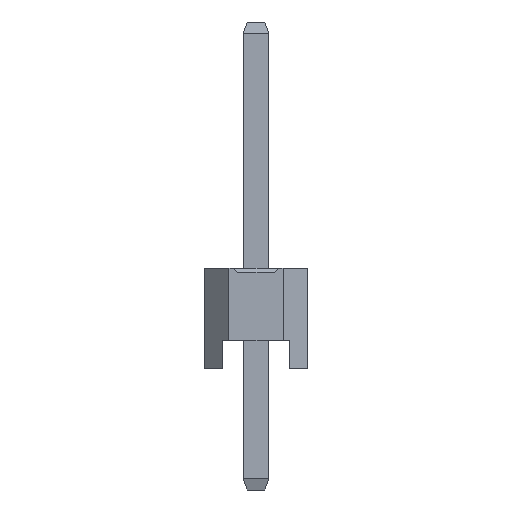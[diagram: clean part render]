
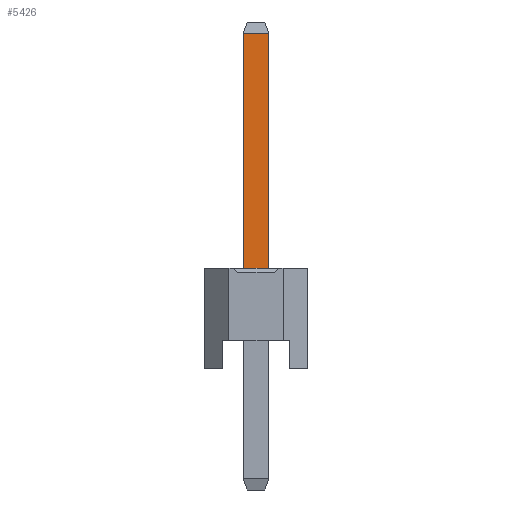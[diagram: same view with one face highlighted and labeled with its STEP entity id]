
A CAD part, left-side view. The second image highlights one B-rep face of the part: STEP entity #5426.
In plain terms, the highlighted planar face has unit normal (-1, 0, 0).
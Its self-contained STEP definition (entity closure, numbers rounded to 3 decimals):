
#5426=ADVANCED_FACE('',(#14292),#14294,.T.);
#14292=FACE_BOUND('',#14293,.T.);
#14293=EDGE_LOOP('',(#21237,#21238,#21239,#21240));
#14294=PLANE('',#14295);
#14295=AXIS2_PLACEMENT_3D('',#14296,#14297,#14298);
#14296=CARTESIAN_POINT('',(-0.32,0.32,-3.));
#14297=DIRECTION('',(-1.,0.,0.));
#14298=DIRECTION('',(0.,-1.,0.));
#21237=ORIENTED_EDGE('',*,*,#25292,.F.);
#21238=ORIENTED_EDGE('',*,*,#25287,.F.);
#21239=ORIENTED_EDGE('',*,*,#23964,.T.);
#21240=ORIENTED_EDGE('',*,*,#25291,.T.);
#23964=EDGE_CURVE('',#27414,#27418,#27420,.T.);
#25287=EDGE_CURVE('',#27414,#29402,#29405,.T.);
#25291=EDGE_CURVE('',#27418,#29409,#29411,.T.);
#25292=EDGE_CURVE('',#29402,#29409,#29412,.T.);
#27414=VERTEX_POINT('',#33322);
#27418=VERTEX_POINT('',#33330);
#27420=LINE('',#33334,#33335);
#29402=VERTEX_POINT('',#37958);
#29405=LINE('',#37965,#37966);
#29409=VERTEX_POINT('',#37975);
#29411=LINE('',#37979,#37980);
#29412=LINE('',#37982,#37983);
#33322=CARTESIAN_POINT('',(-0.32,0.32,2.5));
#33330=CARTESIAN_POINT('',(-0.32,-0.32,2.5));
#33334=CARTESIAN_POINT('',(-0.32,0.32,2.5));
#33335=VECTOR('',#33336,1.);
#33336=DIRECTION('',(0.,-1.,0.));
#37958=CARTESIAN_POINT('',(-0.32,0.32,8.325));
#37965=CARTESIAN_POINT('',(-0.32,0.32,2.5));
#37966=VECTOR('',#37967,1.);
#37967=DIRECTION('',(0.,0.,1.));
#37975=CARTESIAN_POINT('',(-0.32,-0.32,8.325));
#37979=CARTESIAN_POINT('',(-0.32,-0.32,2.5));
#37980=VECTOR('',#37981,1.);
#37981=DIRECTION('',(0.,0.,1.));
#37982=CARTESIAN_POINT('',(-0.32,0.32,8.325));
#37983=VECTOR('',#37984,1.);
#37984=DIRECTION('',(0.,-1.,0.));
